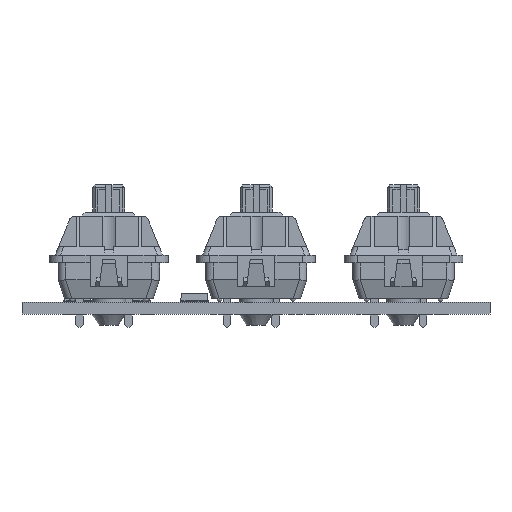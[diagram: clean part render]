
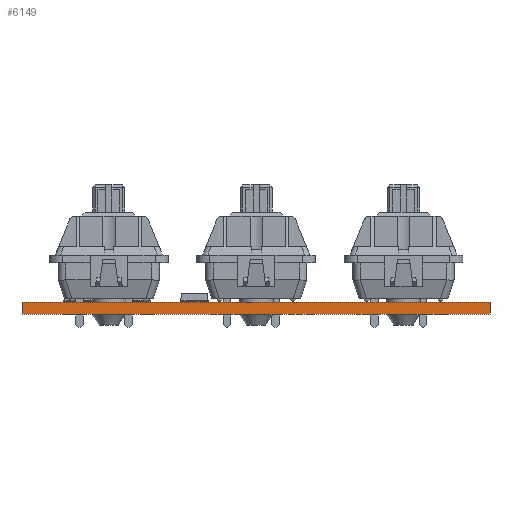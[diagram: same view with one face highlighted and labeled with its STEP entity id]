
A CAD part, front view. The second image highlights one B-rep face of the part: STEP entity #6149.
In plain terms, the highlighted planar face has unit normal (0, -1, 0).
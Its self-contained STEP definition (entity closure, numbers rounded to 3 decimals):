
#535=FACE_OUTER_BOUND('',#865,.T.);
#865=EDGE_LOOP('',(#4153,#4154,#4155,#4156));
#1320=LINE('',#8854,#2007);
#1321=LINE('',#8856,#2008);
#1322=LINE('',#8858,#2009);
#1323=LINE('',#8859,#2010);
#2007=VECTOR('',#7076,1.);
#2008=VECTOR('',#7077,1.);
#2009=VECTOR('',#7078,1.);
#2010=VECTOR('',#7079,1.);
#2694=VERTEX_POINT('',#8852);
#2695=VERTEX_POINT('',#8853);
#2696=VERTEX_POINT('',#8855);
#2697=VERTEX_POINT('',#8857);
#3273=EDGE_CURVE('',#2694,#2695,#1320,.T.);
#3274=EDGE_CURVE('',#2695,#2696,#1321,.T.);
#3275=EDGE_CURVE('',#2697,#2696,#1322,.T.);
#3276=EDGE_CURVE('',#2694,#2697,#1323,.T.);
#4153=ORIENTED_EDGE('',*,*,#3273,.T.);
#4154=ORIENTED_EDGE('',*,*,#3274,.T.);
#4155=ORIENTED_EDGE('',*,*,#3275,.F.);
#4156=ORIENTED_EDGE('',*,*,#3276,.F.);
#5913=PLANE('',#6526);
#6149=ADVANCED_FACE('',(#535),#5913,.T.);
#6526=AXIS2_PLACEMENT_3D('',#8851,#7074,#7075);
#7074=DIRECTION('center_axis',(0.,-1.,0.));
#7075=DIRECTION('ref_axis',(-1.,0.,0.));
#7076=DIRECTION('',(0.,0.,1.));
#7077=DIRECTION('',(-1.,0.,0.));
#7078=DIRECTION('',(0.,0.,1.));
#7079=DIRECTION('',(-1.,0.,0.));
#8851=CARTESIAN_POINT('Origin',(163.,-140.5,0.));
#8852=CARTESIAN_POINT('',(163.,-140.5,0.));
#8853=CARTESIAN_POINT('',(163.,-140.5,1.51));
#8854=CARTESIAN_POINT('',(163.,-140.5,0.));
#8855=CARTESIAN_POINT('',(102.,-140.5,1.51));
#8856=CARTESIAN_POINT('',(163.,-140.5,1.51));
#8857=CARTESIAN_POINT('',(102.,-140.5,0.));
#8858=CARTESIAN_POINT('',(102.,-140.5,0.));
#8859=CARTESIAN_POINT('',(163.,-140.5,0.));
